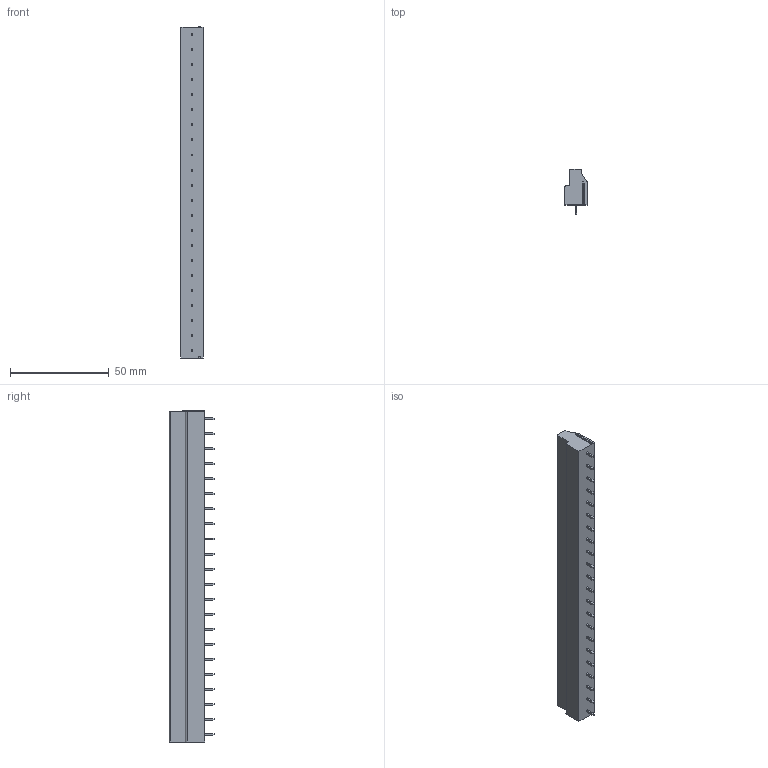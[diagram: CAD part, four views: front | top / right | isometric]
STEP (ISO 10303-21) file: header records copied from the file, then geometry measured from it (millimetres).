
FILE_DESCRIPTION((''),'2;1');
FILE_NAME('PRT0003','2024-10-21T',('sj'),(''),'PRO/ENGINEER BY PARAMETRIC TECHNOLOGY CORPORATION, 2013240','PRO/ENGINEER BY PARAMETRIC TECHNOLOGY CORPORATION, 2013240','');
FILE_SCHEMA(('AUTOMOTIVE_DESIGN_CC2 { 1 2 10303 214 -1 1 5 2 }'));
Length unit declared in the file: millimetre
Products named in the file (1): PRT0003
Bounding box: 11.2 x 23 x 168.24 mm (x, y, z)
Volume: 27724.6 mm3; surface area: 11078.8 mm2
Topology: 1 solids, 1 shells, 822 faces, 1952 edges, 1198 vertices
Faces by surface type: plane 550, cylinder 140, cone 88, torus 44
Entity records: 23252 total; most frequent: CARTESIAN_POINT 4148, DIRECTION 3964, ORIENTED_EDGE 3904, EDGE_CURVE 1952, VECTOR 1408, LINE 1408, AXIS2_PLACEMENT_3D 1278, VERTEX_POINT 1198
